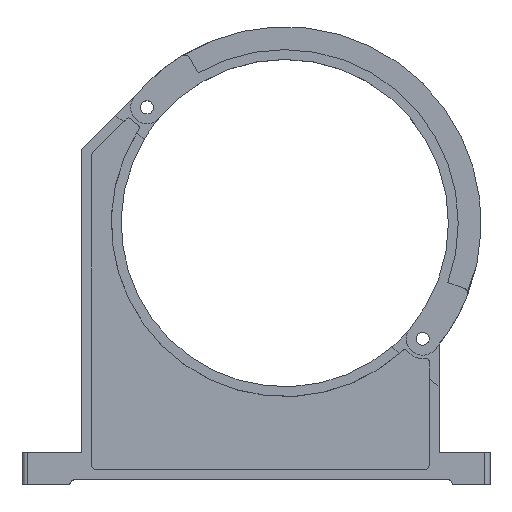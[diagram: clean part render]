
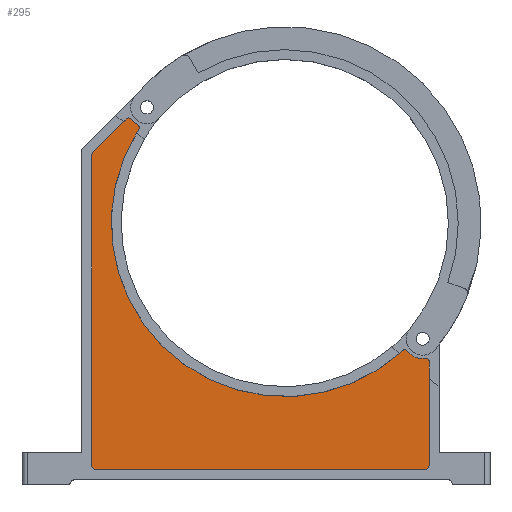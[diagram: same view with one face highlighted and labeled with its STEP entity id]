
A CAD part, top view. The second image highlights one B-rep face of the part: STEP entity #295.
In plain terms, the highlighted planar face has unit normal (0, 0, 1).
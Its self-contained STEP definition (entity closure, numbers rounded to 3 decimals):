
#295 = ADVANCED_FACE( '', ( #614 ), #615, .T. );
#614 = FACE_OUTER_BOUND( '', #948, .T. );
#615 = PLANE( '', #949 );
#948 = EDGE_LOOP( '', ( #1835, #1836, #1837, #1838, #1839, #1840, #1841, #1842, #1843, #1844, #1845, #1846, #1847, #1848 ) );
#949 = AXIS2_PLACEMENT_3D( '', #1849, #1850, #1851 );
#1835 = ORIENTED_EDGE( '', *, *, #2077, .T. );
#1836 = ORIENTED_EDGE( '', *, *, #2292, .T. );
#1837 = ORIENTED_EDGE( '', *, *, #2401, .T. );
#1838 = ORIENTED_EDGE( '', *, *, #2382, .T. );
#1839 = ORIENTED_EDGE( '', *, *, #2299, .T. );
#1840 = ORIENTED_EDGE( '', *, *, #2287, .T. );
#1841 = ORIENTED_EDGE( '', *, *, #2320, .T. );
#1842 = ORIENTED_EDGE( '', *, *, #2325, .F. );
#1843 = ORIENTED_EDGE( '', *, *, #2362, .T. );
#1844 = ORIENTED_EDGE( '', *, *, #2058, .F. );
#1845 = ORIENTED_EDGE( '', *, *, #2250, .T. );
#1846 = ORIENTED_EDGE( '', *, *, #2247, .F. );
#1847 = ORIENTED_EDGE( '', *, *, #2386, .T. );
#1848 = ORIENTED_EDGE( '', *, *, #2398, .T. );
#1849 = CARTESIAN_POINT( '', ( -143.625, 51.504, 4. ) );
#1850 = DIRECTION( '', ( 0., 0., 1. ) );
#1851 = DIRECTION( '', ( 1., 0., 0. ) );
#2058 = EDGE_CURVE( '', #2483, #2485, #2486, .T. );
#2077 = EDGE_CURVE( '', #2519, #2517, #2520, .T. );
#2247 = EDGE_CURVE( '', #2795, #2797, #2798, .T. );
#2250 = EDGE_CURVE( '', #2483, #2797, #2801, .T. );
#2287 = EDGE_CURVE( '', #2853, #2851, #2854, .T. );
#2292 = EDGE_CURVE( '', #2517, #2860, #2862, .T. );
#2299 = EDGE_CURVE( '', #2870, #2853, #2871, .T. );
#2320 = EDGE_CURVE( '', #2851, #2896, #2898, .T. );
#2325 = EDGE_CURVE( '', #2903, #2896, #2905, .T. );
#2362 = EDGE_CURVE( '', #2903, #2485, #2950, .T. );
#2382 = EDGE_CURVE( '', #2972, #2870, #2973, .T. );
#2386 = EDGE_CURVE( '', #2795, #2976, #2978, .T. );
#2398 = EDGE_CURVE( '', #2976, #2519, #2992, .T. );
#2401 = EDGE_CURVE( '', #2860, #2972, #2995, .T. );
#2483 = VERTEX_POINT( '', #3089 );
#2485 = VERTEX_POINT( '', #3092 );
#2486 = CIRCLE( '', #3093, 132.5 );
#2517 = VERTEX_POINT( '', #3133 );
#2519 = VERTEX_POINT( '', #3136 );
#2520 = CIRCLE( '', #3137, 4. );
#2795 = VERTEX_POINT( '', #3498 );
#2797 = VERTEX_POINT( '', #3501 );
#2798 = CIRCLE( '', #3502, 15. );
#2801 = CIRCLE( '', #3506, 2.667 );
#2851 = VERTEX_POINT( '', #3567 );
#2853 = VERTEX_POINT( '', #3570 );
#2854 = LINE( '', #3571, #3572 );
#2860 = VERTEX_POINT( '', #3580 );
#2862 = LINE( '', #3583, #3584 );
#2870 = VERTEX_POINT( '', #3595 );
#2871 = CIRCLE( '', #3596, 4. );
#2896 = VERTEX_POINT( '', #3630 );
#2898 = CIRCLE( '', #3633, 2.667 );
#2903 = VERTEX_POINT( '', #3638 );
#2905 = CIRCLE( '', #3641, 15. );
#2950 = CIRCLE( '', #3703, 2.667 );
#2972 = VERTEX_POINT( '', #3731 );
#2973 = LINE( '', #3732, #3733 );
#2976 = VERTEX_POINT( '', #3737 );
#2978 = CIRCLE( '', #3740, 2.667 );
#2992 = LINE( '', #3755, #3756 );
#2995 = CIRCLE( '', #3760, 4. );
#3089 = CARTESIAN_POINT( '', ( -111.581, 71.455, 4. ) );
#3092 = CARTESIAN_POINT( '', ( 89.746, -97.478, 4. ) );
#3093 = AXIS2_PLACEMENT_3D( '', #3843, #3844, #3845 );
#3133 = CARTESIAN_POINT( '', ( -147.625, 51.504, 4. ) );
#3136 = CARTESIAN_POINT( '', ( -146.453, 54.332, 4. ) );
#3137 = AXIS2_PLACEMENT_3D( '', #3868, #3869, #3870 );
#3498 = CARTESIAN_POINT( '', ( -117.246, 79.27, 4. ) );
#3501 = CARTESIAN_POINT( '', ( -112.545, 75.232, 4. ) );
#3502 = AXIS2_PLACEMENT_3D( '', #4108, #4109, #4110 );
#3506 = AXIS2_PLACEMENT_3D( '', #4112, #4113, #4114 );
#3567 = CARTESIAN_POINT( '', ( 110.331, -105.895, 4. ) );
#3570 = CARTESIAN_POINT( '', ( 110.331, -184.5, 4. ) );
#3571 = CARTESIAN_POINT( '', ( 110.331, -184.5, 4. ) );
#3572 = VECTOR( '', #4181, 1000. );
#3580 = CARTESIAN_POINT( '', ( -147.625, -184.5, 4. ) );
#3583 = CARTESIAN_POINT( '', ( -147.625, 51.504, 4. ) );
#3584 = VECTOR( '', #4185, 1000. );
#3595 = CARTESIAN_POINT( '', ( 106.331, -188.5, 4. ) );
#3596 = AXIS2_PLACEMENT_3D( '', #4192, #4193, #4194 );
#3630 = CARTESIAN_POINT( '', ( 107.312, -103.252, 4. ) );
#3633 = AXIS2_PLACEMENT_3D( '', #4217, #4218, #4219 );
#3638 = CARTESIAN_POINT( '', ( 93.632, -97.771, 4. ) );
#3641 = AXIS2_PLACEMENT_3D( '', #4227, #4228, #4229 );
#3703 = AXIS2_PLACEMENT_3D( '', #4268, #4269, #4270 );
#3731 = CARTESIAN_POINT( '', ( -143.625, -188.5, 4. ) );
#3732 = CARTESIAN_POINT( '', ( -143.625, -188.5, 4. ) );
#3733 = VECTOR( '', #4298, 1000. );
#3737 = CARTESIAN_POINT( '', ( -121.249, 79.536, 4. ) );
#3740 = AXIS2_PLACEMENT_3D( '', #4301, #4302, #4303 );
#3755 = CARTESIAN_POINT( '', ( -121.249, 79.536, 4. ) );
#3756 = VECTOR( '', #4314, 1000. );
#3760 = AXIS2_PLACEMENT_3D( '', #4316, #4317, #4318 );
#3843 = CARTESIAN_POINT( '', ( 0., 0., 4. ) );
#3844 = DIRECTION( '', ( 0., 0., 1. ) );
#3845 = DIRECTION( '', ( 1., 0., 0. ) );
#3868 = CARTESIAN_POINT( '', ( -143.625, 51.504, 4. ) );
#3869 = DIRECTION( '', ( 0., 0., 1. ) );
#3870 = DIRECTION( '', ( 1., 0., 0. ) );
#4108 = CARTESIAN_POINT( '', ( -105.331, 88.383, 4. ) );
#4109 = DIRECTION( '', ( 0., 0., 1. ) );
#4110 = DIRECTION( '', ( 1., 0., 0. ) );
#4112 = CARTESIAN_POINT( '', ( -113.827, 72.894, 4. ) );
#4113 = DIRECTION( '', ( 0., 0., 1. ) );
#4114 = DIRECTION( '', ( 1., 0., 0. ) );
#4181 = DIRECTION( '', ( 0., 1., 0. ) );
#4185 = DIRECTION( '', ( 0., -1., 0. ) );
#4192 = CARTESIAN_POINT( '', ( 106.331, -184.5, 4. ) );
#4193 = DIRECTION( '', ( 0., 0., 1. ) );
#4194 = DIRECTION( '', ( 1., 0., 0. ) );
#4217 = CARTESIAN_POINT( '', ( 107.664, -105.895, 4. ) );
#4218 = DIRECTION( '', ( 0., 0., 1. ) );
#4219 = DIRECTION( '', ( 1., 0., 0. ) );
#4227 = CARTESIAN_POINT( '', ( 105.331, -88.383, 4. ) );
#4228 = DIRECTION( '', ( 0., 0., 1. ) );
#4229 = DIRECTION( '', ( 1., 0., 0. ) );
#4268 = CARTESIAN_POINT( '', ( 91.552, -99.44, 4. ) );
#4269 = DIRECTION( '', ( 0., 0., 1. ) );
#4270 = DIRECTION( '', ( 1., 0., 0. ) );
#4298 = DIRECTION( '', ( 1., 0., 0. ) );
#4301 = CARTESIAN_POINT( '', ( -119.364, 77.65, 4. ) );
#4302 = DIRECTION( '', ( 0., 0., 1. ) );
#4303 = DIRECTION( '', ( 1., 0., 0. ) );
#4314 = DIRECTION( '', ( -0.707, -0.707, 0. ) );
#4316 = CARTESIAN_POINT( '', ( -143.625, -184.5, 4. ) );
#4317 = DIRECTION( '', ( 0., 0., 1. ) );
#4318 = DIRECTION( '', ( 1., 0., 0. ) );
